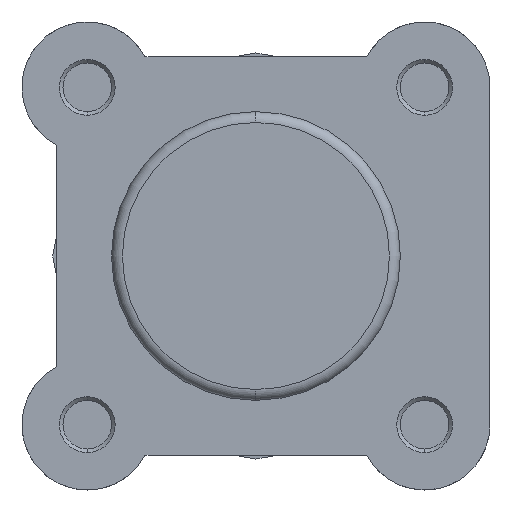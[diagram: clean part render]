
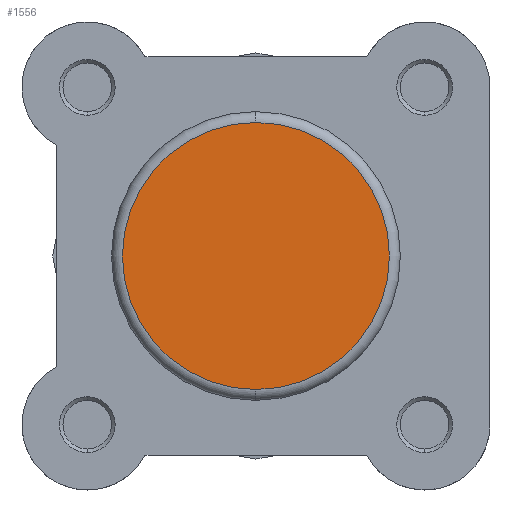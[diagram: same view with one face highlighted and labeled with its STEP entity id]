
A CAD part, left-side view. The second image highlights one B-rep face of the part: STEP entity #1556.
In plain terms, the highlighted planar face has unit normal (-1, 0, 0).
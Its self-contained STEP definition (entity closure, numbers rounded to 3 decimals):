
#423 = EDGE_LOOP ( 'NONE', ( #3031, #2996 ) ) ;
#717 = PLANE ( 'NONE',  #2652 ) ;
#1008 = DIRECTION ( 'NONE',  ( 0., 0., -1. ) ) ;
#1017 = DIRECTION ( 'NONE',  ( 1., 0., 0. ) ) ;
#1230 = CARTESIAN_POINT ( 'NONE',  ( 0., 0., 0. ) ) ;
#1556 = ADVANCED_FACE ( 'NONE', ( #2276 ), #717, .F. ) ;
#1725 = EDGE_CURVE ( 'NONE', #5800, #5798, #2438, .T. ) ;
#1727 = EDGE_CURVE ( 'NONE', #5798, #5800, #2440, .T. ) ;
#2276 = FACE_OUTER_BOUND ( 'NONE', #423, .T. ) ;
#2438 = CIRCLE ( 'NONE', #2725, 18.4 ) ;
#2440 = CIRCLE ( 'NONE', #2728, 18.4 ) ;
#2652 = AXIS2_PLACEMENT_3D ( 'NONE', #1230, #1017, #1008 ) ;
#2725 = AXIS2_PLACEMENT_3D ( 'NONE', #4436, #4437, #4438 ) ;
#2728 = AXIS2_PLACEMENT_3D ( 'NONE', #4442, #4443, #4444 ) ;
#2996 = ORIENTED_EDGE ( 'NONE', *, *, #1727, .T. ) ;
#3031 = ORIENTED_EDGE ( 'NONE', *, *, #1725, .T. ) ;
#4126 = CARTESIAN_POINT ( 'NONE',  ( 0., 0., 18.4 ) ) ;
#4128 = CARTESIAN_POINT ( 'NONE',  ( 0., 0., -18.4 ) ) ;
#4436 = CARTESIAN_POINT ( 'NONE',  ( 0., 0., 0. ) ) ;
#4437 = DIRECTION ( 'NONE',  ( -1., 0., 0. ) ) ;
#4438 = DIRECTION ( 'NONE',  ( 0., 0., -1. ) ) ;
#4442 = CARTESIAN_POINT ( 'NONE',  ( 0., 0., 0. ) ) ;
#4443 = DIRECTION ( 'NONE',  ( -1., 0., 0. ) ) ;
#4444 = DIRECTION ( 'NONE',  ( 0., 0., -1. ) ) ;
#5798 = VERTEX_POINT ( 'NONE', #4126 ) ;
#5800 = VERTEX_POINT ( 'NONE', #4128 ) ;
